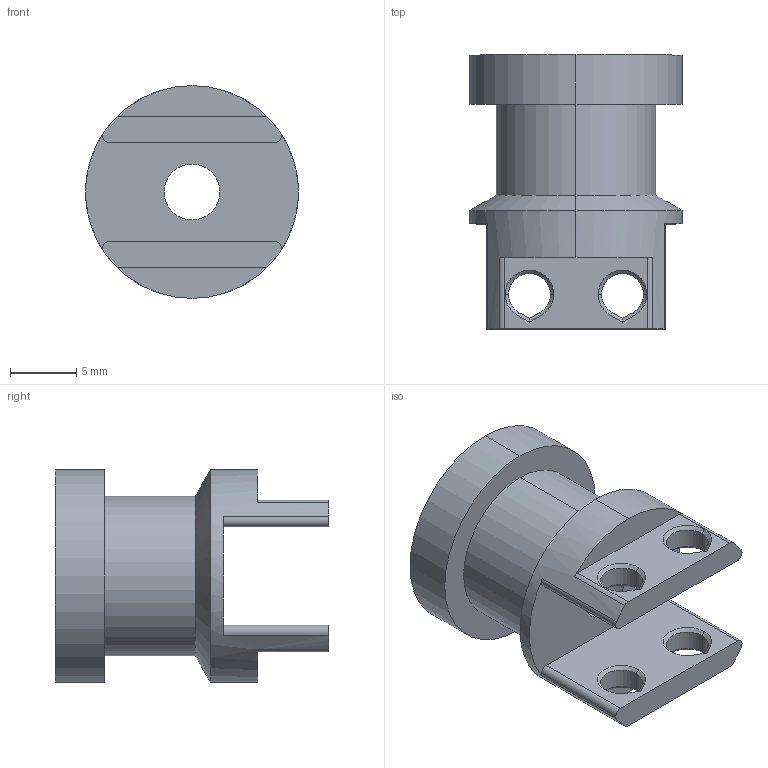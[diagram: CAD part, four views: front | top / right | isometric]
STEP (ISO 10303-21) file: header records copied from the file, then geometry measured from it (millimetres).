
FILE_DESCRIPTION (( 'STEP AP214' ), '1' );
FILE_NAME ('Bambu_V6_adapter.STEP', '2022-11-10T22:01:52', ( '' ), ( '' ), 'SwSTEP 2.0', 'SolidWorks 2020', '' );
FILE_SCHEMA (( 'AUTOMOTIVE_DESIGN' ));
Length unit declared in the file: millimetre
Products named in the file (1): Bambu_V6_adapter
Bounding box: 16 x 20.6 x 16 mm (x, y, z)
Volume: 2139.9 mm3; surface area: 1689.3 mm2
Topology: 1 solids, 1 shells, 91 faces, 218 edges, 130 vertices
Faces by surface type: plane 35, cone 28, cylinder 28
Entity records: 2668 total; most frequent: DIRECTION 492, CARTESIAN_POINT 440, ORIENTED_EDGE 436, EDGE_CURVE 218, AXIS2_PLACEMENT_3D 182, VERTEX_POINT 130, VECTOR 128, LINE 128
